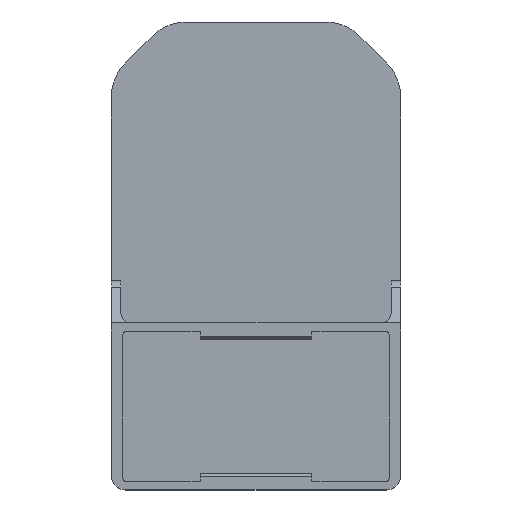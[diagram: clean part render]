
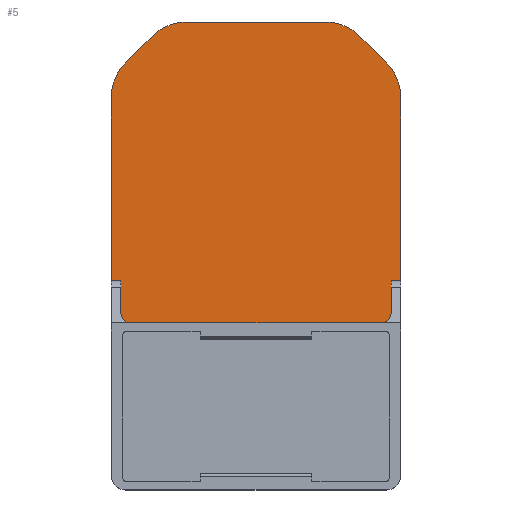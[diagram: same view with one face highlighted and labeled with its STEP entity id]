
A CAD part, top view. The second image highlights one B-rep face of the part: STEP entity #5.
In plain terms, the highlighted planar face has unit normal (0, 0, 1).
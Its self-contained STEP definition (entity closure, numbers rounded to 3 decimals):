
#5 = ADVANCED_FACE ( 'NONE', ( #476 ), #1643, .T. ) ;
#12 = ORIENTED_EDGE ( 'NONE', *, *, #1955, .T. ) ;
#49 = VERTEX_POINT ( 'NONE', #1481 ) ;
#63 = VERTEX_POINT ( 'NONE', #1478 ) ;
#64 = ORIENTED_EDGE ( 'NONE', *, *, #834, .T. ) ;
#85 = ORIENTED_EDGE ( 'NONE', *, *, #1794, .T. ) ;
#112 = ORIENTED_EDGE ( 'NONE', *, *, #1852, .T. ) ;
#131 = DIRECTION ( 'NONE',  ( 1., 0., 0. ) ) ;
#137 = AXIS2_PLACEMENT_3D ( 'NONE', #144, #138, #131 ) ;
#138 = DIRECTION ( 'NONE',  ( 0., 0., 1. ) ) ;
#142 = CARTESIAN_POINT ( 'NONE',  ( -15., -2.251, 1. ) ) ;
#144 = CARTESIAN_POINT ( 'NONE',  ( 13., -5.7, 1. ) ) ;
#149 = CARTESIAN_POINT ( 'NONE',  ( 15., 16.729, 1. ) ) ;
#154 = ORIENTED_EDGE ( 'NONE', *, *, #1857, .F. ) ;
#167 = ORIENTED_EDGE ( 'NONE', *, *, #1863, .F. ) ;
#171 = ORIENTED_EDGE ( 'NONE', *, *, #1868, .F. ) ;
#180 = ORIENTED_EDGE ( 'NONE', *, *, #1871, .F. ) ;
#255 = ORIENTED_EDGE ( 'NONE', *, *, #2038, .T. ) ;
#271 = VERTEX_POINT ( 'NONE', #1339 ) ;
#278 = CARTESIAN_POINT ( 'NONE',  ( -13.536, 20.264, 1. ) ) ;
#305 = AXIS2_PLACEMENT_3D ( 'NONE', #803, #795, #786 ) ;
#310 = AXIS2_PLACEMENT_3D ( 'NONE', #858, #855, #848 ) ;
#313 = AXIS2_PLACEMENT_3D ( 'NONE', #976, #972, #964 ) ;
#315 = ORIENTED_EDGE ( 'NONE', *, *, #1806, .F. ) ;
#331 = AXIS2_PLACEMENT_3D ( 'NONE', #1193, #1186, #1179 ) ;
#338 = VECTOR ( 'NONE', #1973, 1000. ) ;
#353 = EDGE_LOOP ( 'NONE', ( #315, #1938, #1687, #1882, #873, #1443, #1108, #255, #12, #64, #85, #112, #154, #167, #171, #180 ) ) ;
#368 = VERTEX_POINT ( 'NONE', #1143 ) ;
#378 = CIRCLE ( 'NONE', #137, 1. ) ;
#399 = VERTEX_POINT ( 'NONE', #1116 ) ;
#427 = VECTOR ( 'NONE', #845, 1000. ) ;
#467 = VERTEX_POINT ( 'NONE', #1063 ) ;
#470 = VECTOR ( 'NONE', #894, 1000. ) ;
#472 = LINE ( 'NONE', #805, #427 ) ;
#476 = FACE_OUTER_BOUND ( 'NONE', #353, .T. ) ;
#498 = CIRCLE ( 'NONE', #305, 5. ) ;
#515 = VERTEX_POINT ( 'NONE', #787 ) ;
#520 = LINE ( 'NONE', #863, #470 ) ;
#521 = VECTOR ( 'NONE', #934, 1000. ) ;
#528 = CIRCLE ( 'NONE', #310, 5. ) ;
#559 = CARTESIAN_POINT ( 'NONE',  ( 10.764, 23.036, 1. ) ) ;
#569 = LINE ( 'NONE', #961, #521 ) ;
#609 = CIRCLE ( 'NONE', #807, 1. ) ;
#631 = LINE ( 'NONE', #1019, #825 ) ;
#655 = VECTOR ( 'NONE', #2027, 1000. ) ;
#667 = CIRCLE ( 'NONE', #313, 5. ) ;
#739 = VECTOR ( 'NONE', #1172, 1000. ) ;
#744 = VERTEX_POINT ( 'NONE', #278 ) ;
#762 = CARTESIAN_POINT ( 'NONE',  ( 14., 24., 1. ) ) ;
#767 = LINE ( 'NONE', #1197, #739 ) ;
#786 = DIRECTION ( 'NONE',  ( 1., 0., 0. ) ) ;
#787 = CARTESIAN_POINT ( 'NONE',  ( -10.764, 23.036, 1. ) ) ;
#791 = VERTEX_POINT ( 'NONE', #149 ) ;
#795 = DIRECTION ( 'NONE',  ( 0., 0., -1. ) ) ;
#798 = CIRCLE ( 'NONE', #331, 5. ) ;
#799 = VECTOR ( 'NONE', #1238, 1000. ) ;
#803 = CARTESIAN_POINT ( 'NONE',  ( 7.229, 19.5, 1. ) ) ;
#805 = CARTESIAN_POINT ( 'NONE',  ( -7.229, 24.5, 1. ) ) ;
#807 = AXIS2_PLACEMENT_3D ( 'NONE', #1785, #1793, #1965 ) ;
#825 = VECTOR ( 'NONE', #924, 1000. ) ;
#834 = EDGE_CURVE ( 'NONE', #49, #271, #1460, .T. ) ;
#845 = DIRECTION ( 'NONE',  ( 1., 0., 0. ) ) ;
#848 = DIRECTION ( 'NONE',  ( 1., 0., 0. ) ) ;
#853 = LINE ( 'NONE', #1255, #799 ) ;
#854 = EDGE_CURVE ( 'NONE', #2018, #368, #1315, .T. ) ;
#855 = DIRECTION ( 'NONE',  ( 0., 0., -1. ) ) ;
#858 = CARTESIAN_POINT ( 'NONE',  ( 10., 16.729, 1. ) ) ;
#863 = CARTESIAN_POINT ( 'NONE',  ( 13.536, 20.264, 1. ) ) ;
#873 = ORIENTED_EDGE ( 'NONE', *, *, #854, .T. ) ;
#894 = DIRECTION ( 'NONE',  ( 0.707, -0.707, 0. ) ) ;
#924 = DIRECTION ( 'NONE',  ( 0., -1., 0. ) ) ;
#934 = DIRECTION ( 'NONE',  ( 0., 1., 0. ) ) ;
#943 = LINE ( 'NONE', #1148, #1056 ) ;
#946 = VERTEX_POINT ( 'NONE', #1792 ) ;
#956 = VERTEX_POINT ( 'NONE', #1492 ) ;
#961 = CARTESIAN_POINT ( 'NONE',  ( 15., 24., 1. ) ) ;
#964 = DIRECTION ( 'NONE',  ( 1., 0., 0. ) ) ;
#972 = DIRECTION ( 'NONE',  ( 0., 0., -1. ) ) ;
#976 = CARTESIAN_POINT ( 'NONE',  ( -10., 16.729, 1. ) ) ;
#1019 = CARTESIAN_POINT ( 'NONE',  ( -15., 24., 1. ) ) ;
#1056 = VECTOR ( 'NONE', #1161, 1000. ) ;
#1063 = CARTESIAN_POINT ( 'NONE',  ( -7.229, 24.5, 1. ) ) ;
#1102 = LINE ( 'NONE', #1552, #1788 ) ;
#1108 = ORIENTED_EDGE ( 'NONE', *, *, #1304, .T. ) ;
#1116 = CARTESIAN_POINT ( 'NONE',  ( 15., -2.251, 1. ) ) ;
#1143 = CARTESIAN_POINT ( 'NONE',  ( -14., -2.251, 1. ) ) ;
#1148 = CARTESIAN_POINT ( 'NONE',  ( -15., -6.7, 1. ) ) ;
#1161 = DIRECTION ( 'NONE',  ( 1., 0., 0. ) ) ;
#1172 = DIRECTION ( 'NONE',  ( 0.707, 0.707, 0. ) ) ;
#1179 = DIRECTION ( 'NONE',  ( 1., 0., 0. ) ) ;
#1186 = DIRECTION ( 'NONE',  ( 0., 0., -1. ) ) ;
#1193 = CARTESIAN_POINT ( 'NONE',  ( -7.229, 19.5, 1. ) ) ;
#1197 = CARTESIAN_POINT ( 'NONE',  ( -10.764, 23.036, 1. ) ) ;
#1233 = CARTESIAN_POINT ( 'NONE',  ( 13., -6.7, 1. ) ) ;
#1238 = DIRECTION ( 'NONE',  ( 1., 0., 0. ) ) ;
#1255 = CARTESIAN_POINT ( 'NONE',  ( -15., -2.251, 1. ) ) ;
#1304 = EDGE_CURVE ( 'NONE', #1496, #1778, #609, .T. ) ;
#1315 = LINE ( 'NONE', #142, #655 ) ;
#1339 = CARTESIAN_POINT ( 'NONE',  ( 14., -2.251, 1. ) ) ;
#1378 = CARTESIAN_POINT ( 'NONE',  ( -13., -6.7, 1. ) ) ;
#1443 = ORIENTED_EDGE ( 'NONE', *, *, #2009, .T. ) ;
#1460 = LINE ( 'NONE', #762, #338 ) ;
#1478 = CARTESIAN_POINT ( 'NONE',  ( -15., 16.729, 1. ) ) ;
#1481 = CARTESIAN_POINT ( 'NONE',  ( 14., -5.7, 1. ) ) ;
#1492 = CARTESIAN_POINT ( 'NONE',  ( 7.229, 24.5, 1. ) ) ;
#1496 = VERTEX_POINT ( 'NONE', #1769 ) ;
#1527 = CARTESIAN_POINT ( 'NONE',  ( -15., -2.251, 1. ) ) ;
#1541 = DIRECTION ( 'NONE',  ( 0., -1., 0. ) ) ;
#1552 = CARTESIAN_POINT ( 'NONE',  ( -14., 24., 1. ) ) ;
#1623 = DIRECTION ( 'NONE',  ( 1., 0., 0. ) ) ;
#1625 = DIRECTION ( 'NONE',  ( 0., 0., 1. ) ) ;
#1643 = PLANE ( 'NONE',  #1746 ) ;
#1656 = CARTESIAN_POINT ( 'NONE',  ( -15., 24., 1. ) ) ;
#1663 = VERTEX_POINT ( 'NONE', #559 ) ;
#1687 = ORIENTED_EDGE ( 'NONE', *, *, #1842, .F. ) ;
#1746 = AXIS2_PLACEMENT_3D ( 'NONE', #1656, #1625, #1623 ) ;
#1769 = CARTESIAN_POINT ( 'NONE',  ( -14., -5.7, 1. ) ) ;
#1778 = VERTEX_POINT ( 'NONE', #1378 ) ;
#1785 = CARTESIAN_POINT ( 'NONE',  ( -13., -5.7, 1. ) ) ;
#1788 = VECTOR ( 'NONE', #1541, 1000. ) ;
#1792 = CARTESIAN_POINT ( 'NONE',  ( 13.536, 20.264, 1. ) ) ;
#1793 = DIRECTION ( 'NONE',  ( 0., 0., 1. ) ) ;
#1794 = EDGE_CURVE ( 'NONE', #271, #399, #853, .T. ) ;
#1801 = VERTEX_POINT ( 'NONE', #1233 ) ;
#1806 = EDGE_CURVE ( 'NONE', #515, #467, #798, .T. ) ;
#1808 = EDGE_CURVE ( 'NONE', #744, #515, #767, .T. ) ;
#1842 = EDGE_CURVE ( 'NONE', #63, #744, #667, .T. ) ;
#1849 = EDGE_CURVE ( 'NONE', #63, #2018, #631, .T. ) ;
#1852 = EDGE_CURVE ( 'NONE', #399, #791, #569, .T. ) ;
#1857 = EDGE_CURVE ( 'NONE', #946, #791, #528, .T. ) ;
#1863 = EDGE_CURVE ( 'NONE', #1663, #946, #520, .T. ) ;
#1868 = EDGE_CURVE ( 'NONE', #956, #1663, #498, .T. ) ;
#1871 = EDGE_CURVE ( 'NONE', #467, #956, #472, .T. ) ;
#1882 = ORIENTED_EDGE ( 'NONE', *, *, #1849, .T. ) ;
#1938 = ORIENTED_EDGE ( 'NONE', *, *, #1808, .F. ) ;
#1955 = EDGE_CURVE ( 'NONE', #1801, #49, #378, .T. ) ;
#1965 = DIRECTION ( 'NONE',  ( 1., 0., 0. ) ) ;
#1973 = DIRECTION ( 'NONE',  ( 0., 1., 0. ) ) ;
#2009 = EDGE_CURVE ( 'NONE', #368, #1496, #1102, .T. ) ;
#2018 = VERTEX_POINT ( 'NONE', #1527 ) ;
#2027 = DIRECTION ( 'NONE',  ( 1., 0., 0. ) ) ;
#2038 = EDGE_CURVE ( 'NONE', #1778, #1801, #943, .T. ) ;
